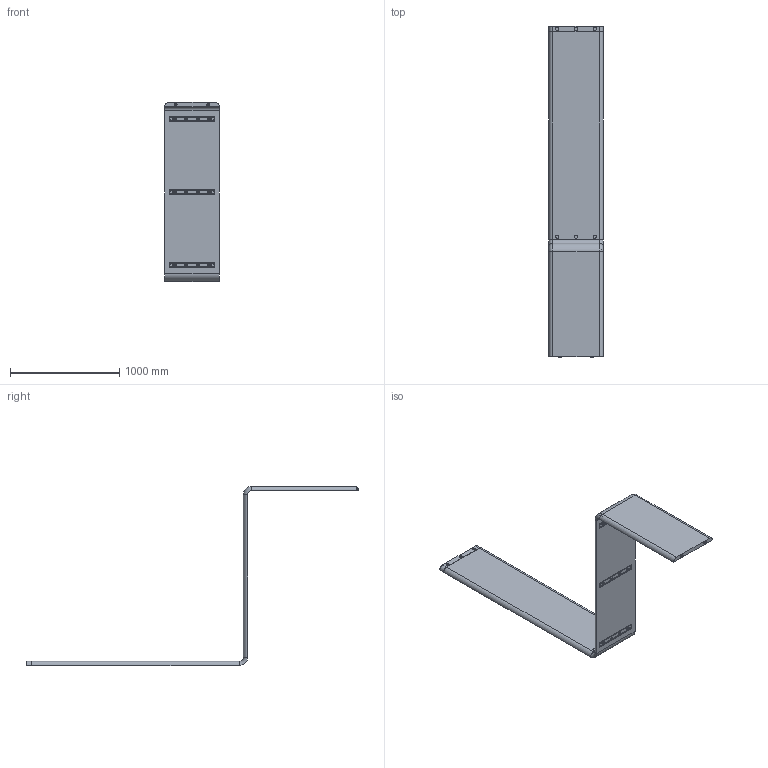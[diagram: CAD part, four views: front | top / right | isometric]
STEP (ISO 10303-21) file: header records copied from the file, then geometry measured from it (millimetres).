
FILE_DESCRIPTION (( 'STEP AP203' ), '1' );
FILE_NAME ('1. Šank 1638x500x3038.STEP', '2023-11-23T10:59:32', ( '' ), ( '' ), 'SwSTEP 2.0', 'SolidWorks 2023', '' );
FILE_SCHEMA (( 'CONFIG_CONTROL_DESIGN' ));
Products named in the file (1): 1. Šank 1638x500x3038
Bounding box: 500 x 3038 x 1638 mm (x, y, z)
Volume: 83305480.2 mm3; surface area: 5561864.5 mm2
Topology: 37 solids, 37 shells, 1140 faces, 2831 edges, 1820 vertices
Faces by surface type: plane 536, cylinder 416, cone 136, bspline 24, sphere 24, torus 4
Entity records: 48335 total; most frequent: CARTESIAN_POINT 21375, DIRECTION 5631, ORIENTED_EDGE 5614, EDGE_CURVE 2807, AXIS2_PLACEMENT_3D 2149, VERTEX_POINT 1820, VECTOR 1333, LINE 1333
